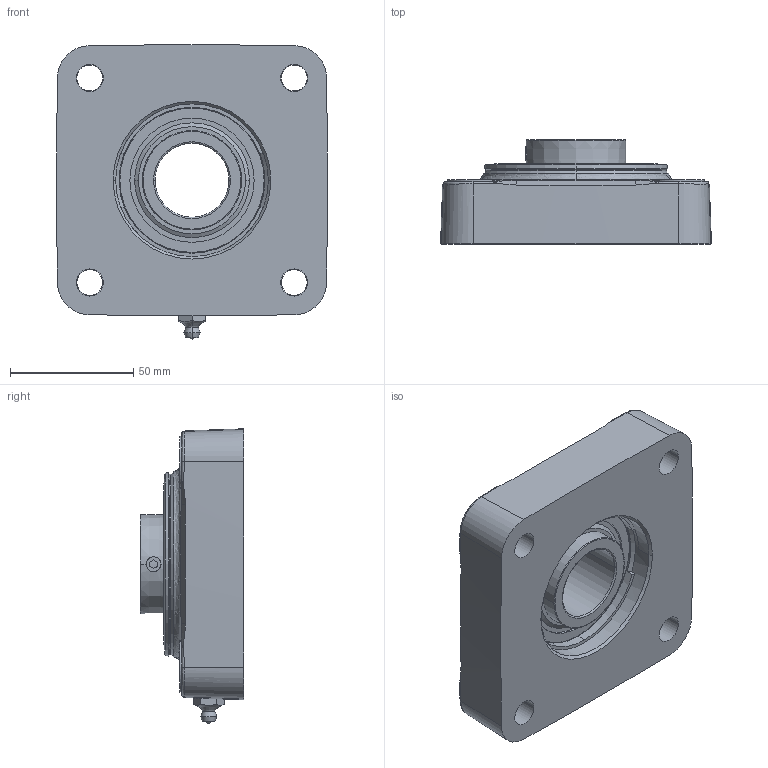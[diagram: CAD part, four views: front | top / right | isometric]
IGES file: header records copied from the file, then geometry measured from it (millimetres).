
Start section:  PTC IGES file: B000060722.igs
Global section: file name: B000060722.igs; native system: Pro/ENGINEER by Parametric Technology Corporation; preprocessor: 2010020; author: RCRU51; organization: Rex Nord Marbet spa; date: 20110504.120306; units: millimetre
Bounding box: 109.91 x 42.2 x 119.46 mm (x, y, z)
Volume: 277939.5 mm3; surface area: 46309.7 mm2
Topology: 1 solids, 1 shells, 193 faces, 455 edges, 289 vertices
Faces by surface type: revolution 130, bspline 63
